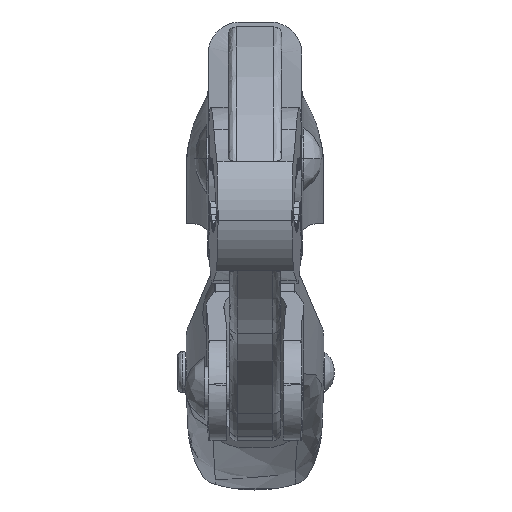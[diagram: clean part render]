
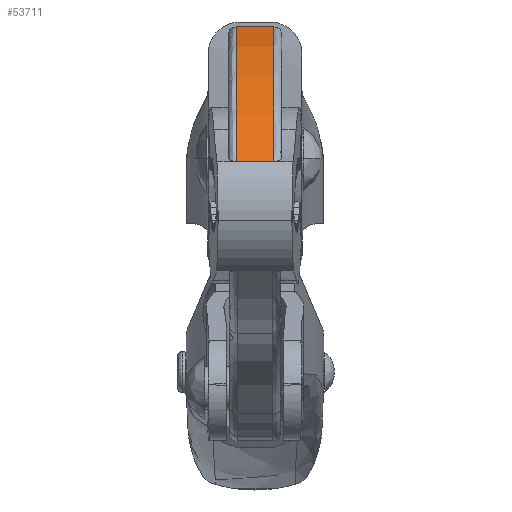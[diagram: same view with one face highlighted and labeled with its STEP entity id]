
A CAD part, top view. The second image highlights one B-rep face of the part: STEP entity #53711.
In plain terms, the highlighted cylindrical face has radius 48 mm (diameter 96 mm), a partial arc.
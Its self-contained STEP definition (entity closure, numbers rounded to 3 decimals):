
#812 = DIRECTION ( 'NONE',  ( 0., -0.972, -0.236 ) ) ;
#1977 = ORIENTED_EDGE ( 'NONE', *, *, #90791, .T. ) ;
#3431 = AXIS2_PLACEMENT_3D ( 'NONE', #117235, #41527, #129876 ) ;
#6310 = DIRECTION ( 'NONE',  ( -1., 0., 0. ) ) ;
#13019 = CIRCLE ( 'NONE', #100750, 48. ) ;
#13965 = VECTOR ( 'NONE', #34426, 1000. ) ;
#19269 = DIRECTION ( 'NONE',  ( -1., 0., 0. ) ) ;
#25879 = ORIENTED_EDGE ( 'NONE', *, *, #42071, .F. ) ;
#26466 = EDGE_CURVE ( 'NONE', #40135, #34167, #156880, .T. ) ;
#32751 = DIRECTION ( 'NONE',  ( -1., 0., 0. ) ) ;
#34167 = VERTEX_POINT ( 'NONE', #38739 ) ;
#34426 = DIRECTION ( 'NONE',  ( -1., 0., 0. ) ) ;
#37001 = CARTESIAN_POINT ( 'NONE',  ( 3.35, -30.288, 14.609 ) ) ;
#38739 = CARTESIAN_POINT ( 'NONE',  ( 2.35, 16.358, 25.927 ) ) ;
#40135 = VERTEX_POINT ( 'NONE', #113242 ) ;
#41527 = DIRECTION ( 'NONE',  ( -1., 0., 0. ) ) ;
#42071 = EDGE_CURVE ( 'NONE', #60936, #151954, #13019, .T. ) ;
#53711 = ADVANCED_FACE ( 'NONE', ( #119007 ), #115001, .T. ) ;
#56863 = AXIS2_PLACEMENT_3D ( 'NONE', #37001, #154350, #112701 ) ;
#60936 = VERTEX_POINT ( 'NONE', #66691 ) ;
#66691 = CARTESIAN_POINT ( 'NONE',  ( -2.35, 16.358, 25.927 ) ) ;
#73846 = EDGE_LOOP ( 'NONE', ( #78424, #96735, #1977, #25879, #149928, #112904 ) ) ;
#78424 = ORIENTED_EDGE ( 'NONE', *, *, #26466, .T. ) ;
#81235 = CIRCLE ( 'NONE', #3431, 48. ) ;
#81747 = CARTESIAN_POINT ( 'NONE',  ( -2.35, -30.288, 14.609 ) ) ;
#83599 = CARTESIAN_POINT ( 'NONE',  ( 3.35, 16.378, 25.847 ) ) ;
#88783 = DIRECTION ( 'NONE',  ( 0., 0.972, 0.236 ) ) ;
#88830 = DIRECTION ( 'NONE',  ( -1., 0., 0. ) ) ;
#88989 = CARTESIAN_POINT ( 'NONE',  ( -2.35, -30.288, 14.609 ) ) ;
#90056 = EDGE_CURVE ( 'NONE', #34167, #151775, #81235, .T. ) ;
#90791 = EDGE_CURVE ( 'NONE', #151775, #151954, #161787, .T. ) ;
#93053 = EDGE_CURVE ( 'NONE', #40135, #95295, #114550, .T. ) ;
#94474 = DIRECTION ( 'NONE',  ( 0., 0.972, 0.236 ) ) ;
#95295 = VERTEX_POINT ( 'NONE', #149870 ) ;
#96735 = ORIENTED_EDGE ( 'NONE', *, *, #90056, .T. ) ;
#100750 = AXIS2_PLACEMENT_3D ( 'NONE', #88989, #88830, #88783 ) ;
#107491 = EDGE_CURVE ( 'NONE', #95295, #60936, #123761, .T. ) ;
#108317 = CARTESIAN_POINT ( 'NONE',  ( 2.35, 16.378, 25.847 ) ) ;
#112701 = DIRECTION ( 'NONE',  ( 0., -0.972, -0.236 ) ) ;
#112904 = ORIENTED_EDGE ( 'NONE', *, *, #93053, .F. ) ;
#113242 = CARTESIAN_POINT ( 'NONE',  ( 2.35, -0.41, 52.176 ) ) ;
#114550 = LINE ( 'NONE', #134848, #13965 ) ;
#115001 = CYLINDRICAL_SURFACE ( 'NONE', #56863, 48. ) ;
#117235 = CARTESIAN_POINT ( 'NONE',  ( 2.35, -30.288, 14.609 ) ) ;
#117828 = AXIS2_PLACEMENT_3D ( 'NONE', #157959, #19269, #812 ) ;
#119007 = FACE_OUTER_BOUND ( 'NONE', #73846, .T. ) ;
#123761 = CIRCLE ( 'NONE', #162468, 48. ) ;
#129876 = DIRECTION ( 'NONE',  ( 0., -0.972, -0.236 ) ) ;
#132436 = VECTOR ( 'NONE', #32751, 1000. ) ;
#133743 = CARTESIAN_POINT ( 'NONE',  ( -2.35, 16.378, 25.847 ) ) ;
#134848 = CARTESIAN_POINT ( 'NONE',  ( -14., -0.41, 52.176 ) ) ;
#149870 = CARTESIAN_POINT ( 'NONE',  ( -2.35, -0.41, 52.176 ) ) ;
#149928 = ORIENTED_EDGE ( 'NONE', *, *, #107491, .F. ) ;
#151775 = VERTEX_POINT ( 'NONE', #108317 ) ;
#151954 = VERTEX_POINT ( 'NONE', #133743 ) ;
#154350 = DIRECTION ( 'NONE',  ( -1., 0., 0. ) ) ;
#156880 = CIRCLE ( 'NONE', #117828, 48. ) ;
#157959 = CARTESIAN_POINT ( 'NONE',  ( 2.35, -30.288, 14.609 ) ) ;
#161787 = LINE ( 'NONE', #83599, #132436 ) ;
#162468 = AXIS2_PLACEMENT_3D ( 'NONE', #81747, #6310, #94474 ) ;
